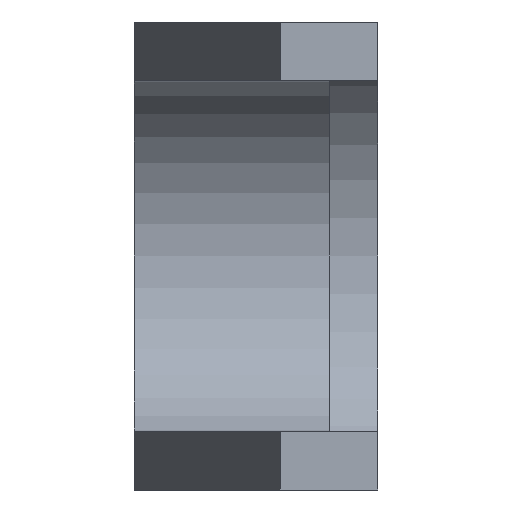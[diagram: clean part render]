
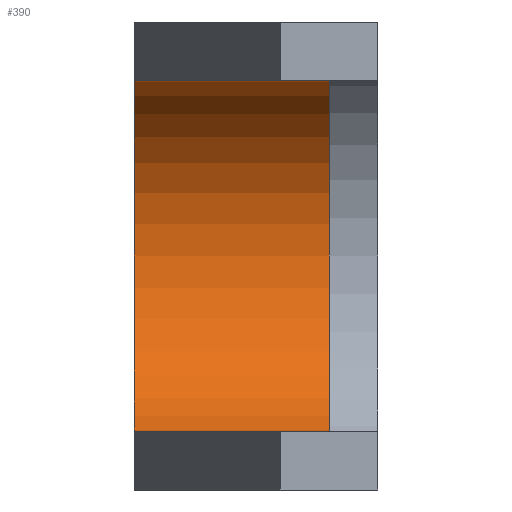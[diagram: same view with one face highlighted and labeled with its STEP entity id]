
A CAD part, front view. The second image highlights one B-rep face of the part: STEP entity #390.
In plain terms, the highlighted cylindrical face has radius 19 mm (diameter 38 mm), a partial arc.
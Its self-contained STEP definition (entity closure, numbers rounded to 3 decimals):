
#17=CYLINDRICAL_SURFACE('',#432,19.);
#20=CIRCLE('',#414,19.);
#26=CIRCLE('',#433,19.);
#45=FACE_OUTER_BOUND('',#67,.T.);
#67=EDGE_LOOP('',(#312,#313,#314,#315,#316,#317));
#90=LINE('',#593,#134);
#97=LINE('',#611,#141);
#104=LINE('',#626,#148);
#109=LINE('',#639,#153);
#134=VECTOR('',#477,10.);
#141=VECTOR('',#494,10.);
#148=VECTOR('',#507,10.);
#153=VECTOR('',#522,10.);
#166=VERTEX_POINT('',#562);
#169=VERTEX_POINT('',#572);
#176=VERTEX_POINT('',#592);
#182=VERTEX_POINT('',#610);
#187=VERTEX_POINT('',#624);
#190=VERTEX_POINT('',#638);
#204=EDGE_CURVE('',#166,#169,#20,.T.);
#214=EDGE_CURVE('',#176,#169,#90,.T.);
#223=EDGE_CURVE('',#182,#166,#97,.T.);
#231=EDGE_CURVE('',#187,#182,#104,.T.);
#237=EDGE_CURVE('',#190,#176,#109,.T.);
#239=EDGE_CURVE('',#187,#190,#26,.T.);
#312=ORIENTED_EDGE('',*,*,#239,.T.);
#313=ORIENTED_EDGE('',*,*,#237,.T.);
#314=ORIENTED_EDGE('',*,*,#214,.T.);
#315=ORIENTED_EDGE('',*,*,#204,.F.);
#316=ORIENTED_EDGE('',*,*,#223,.F.);
#317=ORIENTED_EDGE('',*,*,#231,.F.);
#390=ADVANCED_FACE('',(#45),#17,.F.);
#414=AXIS2_PLACEMENT_3D('',#573,#459,#460);
#432=AXIS2_PLACEMENT_3D('',#641,#524,#525);
#433=AXIS2_PLACEMENT_3D('',#642,#526,#527);
#459=DIRECTION('center_axis',(1.,0.,0.));
#460=DIRECTION('ref_axis',(0.,0.,1.));
#477=DIRECTION('',(-1.,0.,0.));
#494=DIRECTION('',(-1.,0.,0.));
#507=DIRECTION('',(-1.,0.,0.));
#522=DIRECTION('',(-1.,0.,0.));
#524=DIRECTION('center_axis',(-1.,0.,0.));
#525=DIRECTION('ref_axis',(0.,0.,1.));
#526=DIRECTION('center_axis',(1.,0.,0.));
#527=DIRECTION('ref_axis',(0.,0.,1.));
#562=CARTESIAN_POINT('',(-111.,31.5,-16.5));
#572=CARTESIAN_POINT('',(-111.,31.5,21.5));
#573=CARTESIAN_POINT('Origin',(-111.,31.5,2.5));
#592=CARTESIAN_POINT('',(-96.,31.5,21.5));
#593=CARTESIAN_POINT('',(-91.,31.5,21.5));
#610=CARTESIAN_POINT('',(-96.,31.5,-16.5));
#611=CARTESIAN_POINT('',(-91.,31.5,-16.5));
#624=CARTESIAN_POINT('',(-91.,31.5,-16.5));
#626=CARTESIAN_POINT('',(-91.,31.5,-16.5));
#638=CARTESIAN_POINT('',(-91.,31.5,21.5));
#639=CARTESIAN_POINT('',(-91.,31.5,21.5));
#641=CARTESIAN_POINT('Origin',(-91.,31.5,2.5));
#642=CARTESIAN_POINT('Origin',(-91.,31.5,2.5));
